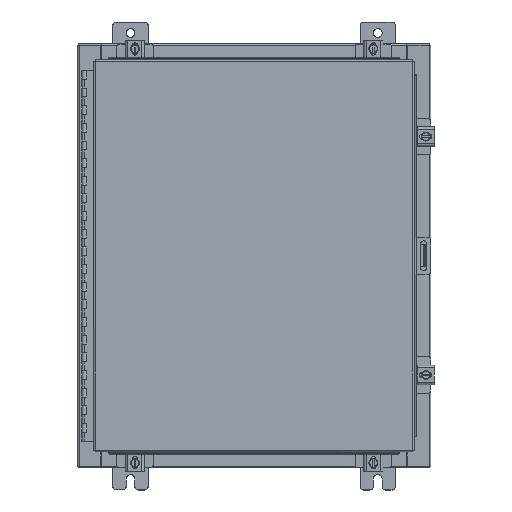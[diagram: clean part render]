
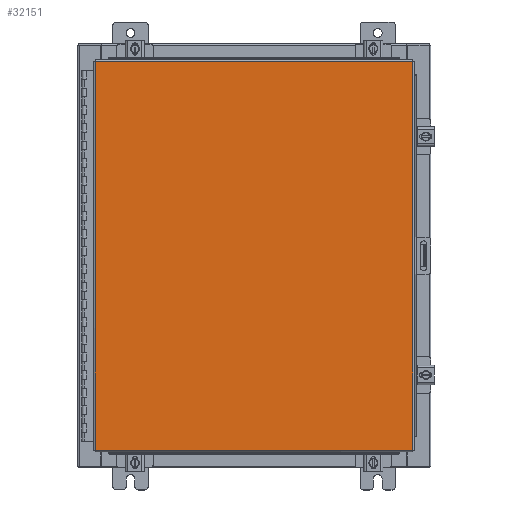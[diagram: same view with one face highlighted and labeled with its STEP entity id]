
A CAD part, top view. The second image highlights one B-rep face of the part: STEP entity #32151.
In plain terms, the highlighted planar face has unit normal (0, 0, 1).
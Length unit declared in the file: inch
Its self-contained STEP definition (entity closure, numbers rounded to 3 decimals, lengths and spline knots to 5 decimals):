
#546 = FACE_OUTER_BOUND ( 'NONE', #28170, .T. ) ;
#1484 = EDGE_CURVE ( 'NONE', #18599, #31241, #11055, .T. ) ;
#1824 = DIRECTION ( 'NONE',  ( 0., -1., 0. ) ) ;
#2613 = EDGE_CURVE ( 'NONE', #18685, #18599, #20168, .T. ) ;
#2733 = VERTEX_POINT ( 'NONE', #20679 ) ;
#5891 = VECTOR ( 'NONE', #22599, 39.37008 ) ;
#6650 = VECTOR ( 'NONE', #7598, 39.37008 ) ;
#7598 = DIRECTION ( 'NONE',  ( 1., 0., 0. ) ) ;
#7881 = CARTESIAN_POINT ( 'NONE',  ( 8.9903, 11.0063, 0. ) ) ;
#9159 = CARTESIAN_POINT ( 'NONE',  ( 8.9903, 11.0063, 0. ) ) ;
#9592 = PLANE ( 'NONE',  #26871 ) ;
#10117 = CARTESIAN_POINT ( 'NONE',  ( -8.9903, -11.0063, 0. ) ) ;
#11055 = LINE ( 'NONE', #22922, #5891 ) ;
#11508 = VECTOR ( 'NONE', #26953, 39.37008 ) ;
#12051 = CARTESIAN_POINT ( 'NONE',  ( 0., 0., 0. ) ) ;
#12163 = DIRECTION ( 'NONE',  ( 0., 0., -1. ) ) ;
#15633 = CARTESIAN_POINT ( 'NONE',  ( -8.9903, -11.0063, 0. ) ) ;
#16593 = ORIENTED_EDGE ( 'NONE', *, *, #2613, .T. ) ;
#17052 = CARTESIAN_POINT ( 'NONE',  ( -8.9903, 11.0063, 0. ) ) ;
#18599 = VERTEX_POINT ( 'NONE', #22961 ) ;
#18685 = VERTEX_POINT ( 'NONE', #15633 ) ;
#18956 = EDGE_CURVE ( 'NONE', #31241, #2733, #23407, .T. ) ;
#20168 = LINE ( 'NONE', #10117, #6650 ) ;
#20679 = CARTESIAN_POINT ( 'NONE',  ( -8.9903, 11.0063, 0. ) ) ;
#21303 = ORIENTED_EDGE ( 'NONE', *, *, #21389, .T. ) ;
#21389 = EDGE_CURVE ( 'NONE', #2733, #18685, #28739, .T. ) ;
#21529 = ORIENTED_EDGE ( 'NONE', *, *, #18956, .T. ) ;
#21950 = VECTOR ( 'NONE', #1824, 39.37008 ) ;
#22599 = DIRECTION ( 'NONE',  ( 0., 1., 0. ) ) ;
#22922 = CARTESIAN_POINT ( 'NONE',  ( 8.9903, -11.0063, 0. ) ) ;
#22961 = CARTESIAN_POINT ( 'NONE',  ( 8.9903, -11.0063, 0. ) ) ;
#23407 = LINE ( 'NONE', #9159, #11508 ) ;
#24040 = ORIENTED_EDGE ( 'NONE', *, *, #1484, .T. ) ;
#26871 = AXIS2_PLACEMENT_3D ( 'NONE', #12051, #12163, #29955 ) ;
#26953 = DIRECTION ( 'NONE',  ( -1., 0., 0. ) ) ;
#28170 = EDGE_LOOP ( 'NONE', ( #16593, #24040, #21529, #21303 ) ) ;
#28739 = LINE ( 'NONE', #17052, #21950 ) ;
#29955 = DIRECTION ( 'NONE',  ( -1., 0., 0. ) ) ;
#31241 = VERTEX_POINT ( 'NONE', #7881 ) ;
#32151 = ADVANCED_FACE ( 'NONE', ( #546 ), #9592, .F. ) ;
